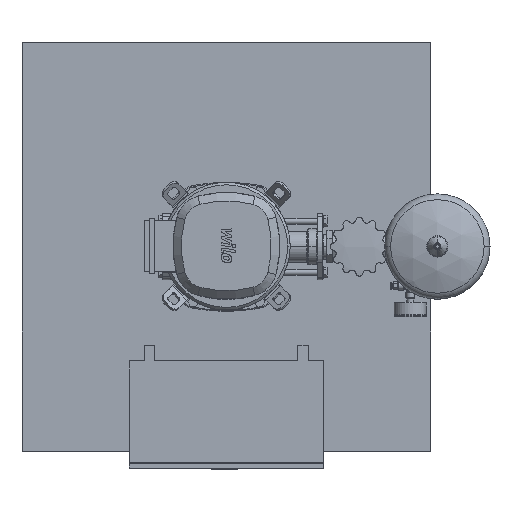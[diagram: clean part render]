
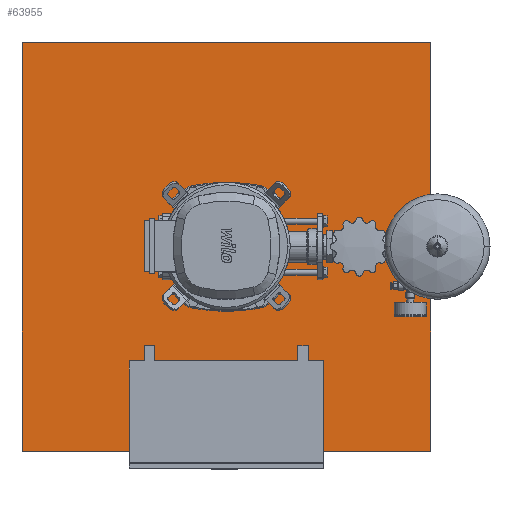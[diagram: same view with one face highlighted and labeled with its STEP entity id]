
A CAD part, top view. The second image highlights one B-rep face of the part: STEP entity #63955.
In plain terms, the highlighted planar face has unit normal (0, 0, 1).
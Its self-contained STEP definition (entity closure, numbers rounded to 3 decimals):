
#63916=CARTESIAN_POINT('',(-400.0,0.,125.0));
#63917=DIRECTION('',(0.0,0.0,1.0));
#63918=DIRECTION('',(0.0,-1.0,0.0));
#63919=AXIS2_PLACEMENT_3D('',#63916,#63917,#63918);
#63920=PLANE('',#63919);
#63921=CARTESIAN_POINT('',(400.0,-400.0,125.));
#63922=VERTEX_POINT('',#63921);
#63923=CARTESIAN_POINT('',(400.0,400.0,125.));
#63924=VERTEX_POINT('',#63923);
#63925=CARTESIAN_POINT('',(400.0,-400.0,125.));
#63926=DIRECTION('',(0.0,1.0,0.0));
#63927=VECTOR('',#63926,800.0);
#63928=LINE('',#63925,#63927);
#63929=EDGE_CURVE('',#63922,#63924,#63928,.T.);
#63930=ORIENTED_EDGE('',*,*,#63929,.T.);
#63931=CARTESIAN_POINT('',(-400.0,400.0,125.));
#63932=VERTEX_POINT('',#63931);
#63933=CARTESIAN_POINT('',(-400.0,400.0,125.));
#63934=DIRECTION('',(1.0,0.0,0.0));
#63935=VECTOR('',#63934,800.0);
#63936=LINE('',#63933,#63935);
#63937=EDGE_CURVE('',#63932,#63924,#63936,.T.);
#63938=ORIENTED_EDGE('',*,*,#63937,.F.);
#63939=CARTESIAN_POINT('',(-400.0,-400.0,125.));
#63940=VERTEX_POINT('',#63939);
#63941=CARTESIAN_POINT('',(-400.0,400.0,125.));
#63942=DIRECTION('',(0.0,-1.0,0.0));
#63943=VECTOR('',#63942,800.0);
#63944=LINE('',#63941,#63943);
#63945=EDGE_CURVE('',#63932,#63940,#63944,.T.);
#63946=ORIENTED_EDGE('',*,*,#63945,.T.);
#63947=CARTESIAN_POINT('',(-400.0,-400.0,125.));
#63948=DIRECTION('',(1.0,0.0,0.0));
#63949=VECTOR('',#63948,800.0);
#63950=LINE('',#63947,#63949);
#63951=EDGE_CURVE('',#63940,#63922,#63950,.T.);
#63952=ORIENTED_EDGE('',*,*,#63951,.T.);
#63953=EDGE_LOOP('',(#63930,#63938,#63946,#63952));
#63954=FACE_OUTER_BOUND('',#63953,.T.);
#63955=ADVANCED_FACE('',(#63954),#63920,.T.);
